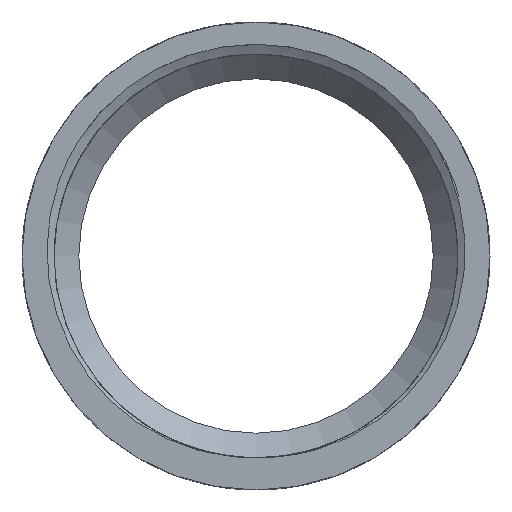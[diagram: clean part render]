
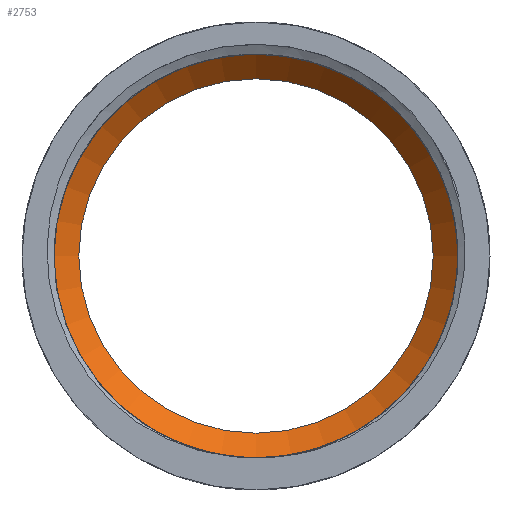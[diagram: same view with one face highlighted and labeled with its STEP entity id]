
A CAD part, front view. The second image highlights one B-rep face of the part: STEP entity #2753.
In plain terms, the highlighted conical face has half-angle 45 degrees and reference radius 16 mm.
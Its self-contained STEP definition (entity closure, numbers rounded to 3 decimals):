
#20=CONICAL_SURFACE('',#3042,16.,0.785);
#221=FACE_OUTER_BOUND('',#365,.T.);
#365=EDGE_LOOP('',(#2497,#2498,#2499,#2500,#2501));
#373=CIRCLE('',#2781,17.263);
#374=CIRCLE('',#2782,17.263);
#501=CIRCLE('',#3036,15.15);
#788=LINE('',#6039,#1004);
#1004=VECTOR('',#3804,16.);
#1023=VERTEX_POINT('',#4202);
#1024=VERTEX_POINT('',#4204);
#1282=VERTEX_POINT('',#5691);
#1305=EDGE_CURVE('',#1024,#1023,#373,.T.);
#1306=EDGE_CURVE('',#1023,#1024,#374,.T.);
#1691=EDGE_CURVE('',#1282,#1282,#501,.T.);
#1698=EDGE_CURVE('',#1024,#1282,#788,.T.);
#2497=ORIENTED_EDGE('',*,*,#1306,.T.);
#2498=ORIENTED_EDGE('',*,*,#1698,.T.);
#2499=ORIENTED_EDGE('',*,*,#1691,.T.);
#2500=ORIENTED_EDGE('',*,*,#1698,.F.);
#2501=ORIENTED_EDGE('',*,*,#1305,.T.);
#2753=ADVANCED_FACE('',(#221),#20,.F.);
#2781=AXIS2_PLACEMENT_3D('',#4205,#3072,#3073);
#2782=AXIS2_PLACEMENT_3D('',#4206,#3074,#3075);
#3036=AXIS2_PLACEMENT_3D('',#5693,#3789,#3790);
#3042=AXIS2_PLACEMENT_3D('',#6038,#3802,#3803);
#3072=DIRECTION('center_axis',(0.,-1.,
0.));
#3073=DIRECTION('ref_axis',(1.,0.,0.));
#3074=DIRECTION('center_axis',(0.,-1.,
0.));
#3075=DIRECTION('ref_axis',(1.,0.,0.));
#3789=DIRECTION('center_axis',(0.,1.,0.));
#3790=DIRECTION('ref_axis',(-1.,0.,0.));
#3802=DIRECTION('center_axis',(0.,-1.,
0.));
#3803=DIRECTION('ref_axis',(-1.,0.,0.));
#3804=DIRECTION('',(-0.707,0.707,0.));
#4202=CARTESIAN_POINT('',(133.305,267.472,24.983));
#4204=CARTESIAN_POINT('',(167.831,267.472,24.983));
#4205=CARTESIAN_POINT('Origin',(150.568,267.472,24.983));
#4206=CARTESIAN_POINT('Origin',(150.568,267.472,24.983));
#5691=CARTESIAN_POINT('',(165.718,269.585,24.983));
#5693=CARTESIAN_POINT('Origin',(150.568,269.585,24.983));
#6038=CARTESIAN_POINT('Origin',(150.568,268.735,24.983));
#6039=CARTESIAN_POINT('',(166.568,268.735,24.983));
